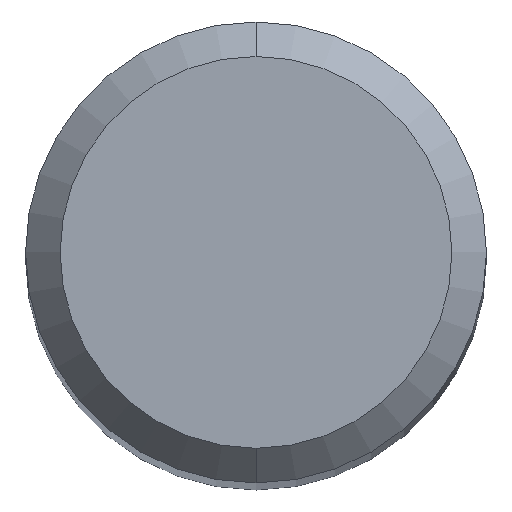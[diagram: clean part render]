
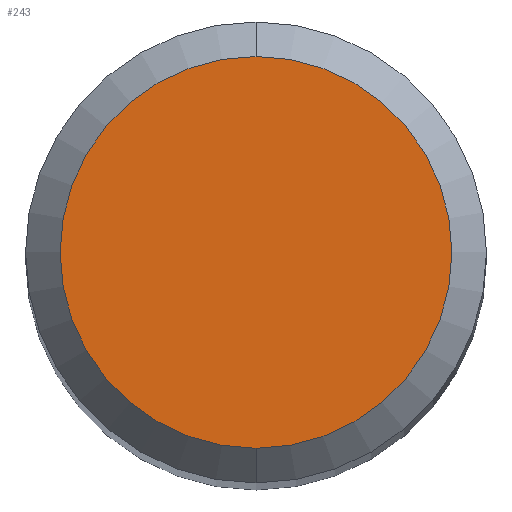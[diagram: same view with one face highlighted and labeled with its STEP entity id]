
A CAD part, top view. The second image highlights one B-rep face of the part: STEP entity #243.
In plain terms, the highlighted planar face has unit normal (0, 0, 1).
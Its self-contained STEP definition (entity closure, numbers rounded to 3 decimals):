
#239=EDGE_CURVE('',#397,#379,#553,.T.);
#243=ADVANCED_FACE('',(#557),#558,.T.);
#377=EDGE_CURVE('',#379,#397,#708,.T.);
#379=VERTEX_POINT('',#710);
#397=VERTEX_POINT('',#728);
#553=CIRCLE('',#974,1.7);
#557=FACE_OUTER_BOUND('',#978,.T.);
#558=PLANE('',#979);
#708=CIRCLE('',#1216,1.7);
#710=CARTESIAN_POINT('',(0.0,1.7,0.0));
#728=CARTESIAN_POINT('',(0.,-1.7,0.0));
#974=AXIS2_PLACEMENT_3D('',#1531,#1532,#1533);
#978=EDGE_LOOP('',(#1535,#1536));
#979=AXIS2_PLACEMENT_3D('',#1537,#1538,#1539);
#1216=AXIS2_PLACEMENT_3D('',#1732,#1733,#1734);
#1531=CARTESIAN_POINT('',(0.0,0.0,0.0));
#1532=DIRECTION('',(0.0,0.0,-1.0));
#1533=DIRECTION('',(0.0,1.0,0.0));
#1535=ORIENTED_EDGE('',*,*,#377,.F.);
#1536=ORIENTED_EDGE('',*,*,#239,.F.);
#1537=CARTESIAN_POINT('',(0.0,0.85,0.0));
#1538=DIRECTION('',(-0.0,0.0,1.0));
#1539=DIRECTION('',(0.0,-1.0,0.0));
#1732=CARTESIAN_POINT('',(0.0,0.0,0.0));
#1733=DIRECTION('',(0.0,0.0,-1.0));
#1734=DIRECTION('',(0.0,1.0,0.0));
